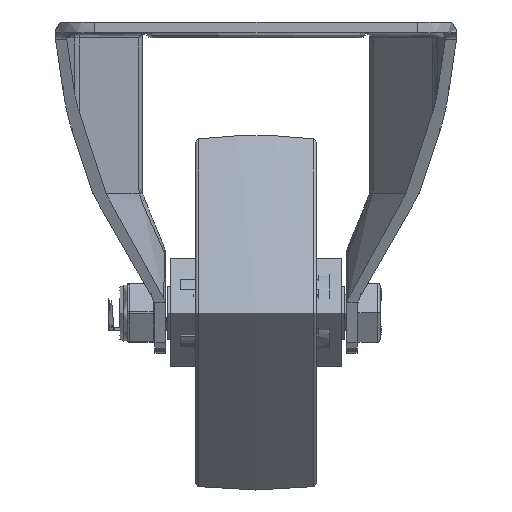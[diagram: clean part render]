
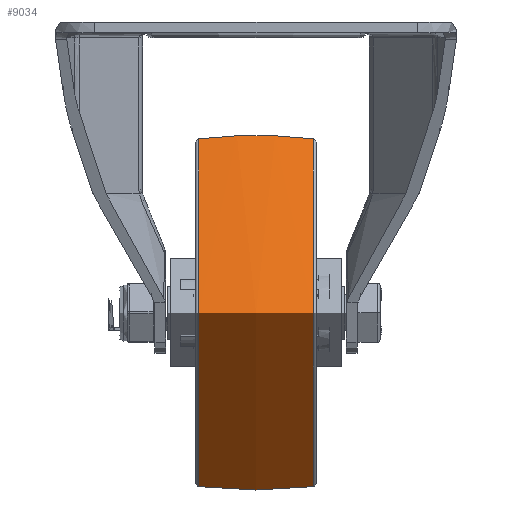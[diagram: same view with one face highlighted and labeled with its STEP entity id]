
A CAD part, left-side view. The second image highlights one B-rep face of the part: STEP entity #9034.
In plain terms, the highlighted free-form (B-spline) face has degree [2, 2] with [3, 9] control points.
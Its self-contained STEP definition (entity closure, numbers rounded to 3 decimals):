
#33=(
BOUNDED_SURFACE()
B_SPLINE_SURFACE(2,2,((#24152,#24153,#24154,#24155,#24156,#24157,#24158,
#24159,#24160),(#24161,#24162,#24163,#24164,#24165,#24166,#24167,#24168,
#24169),(#24170,#24171,#24172,#24173,#24174,#24175,#24176,#24177,#24178)),
 .UNSPECIFIED.,.F.,.T.,.F.)
B_SPLINE_SURFACE_WITH_KNOTS((3,3),(3,2,2,2,3),(-0.118,0.118),
(-3.142,-1.571,0.,1.571,3.142),
 .UNSPECIFIED.)
GEOMETRIC_REPRESENTATION_ITEM()
RATIONAL_B_SPLINE_SURFACE(((1.,0.707,1.,0.707,1.,
0.707,1.,0.707,1.),(0.993,0.702,
0.993,0.702,0.993,0.702,
0.993,0.702,0.993),(1.,0.707,
1.,0.707,1.,0.707,1.,0.707,1.)))
REPRESENTATION_ITEM('')
SURFACE()
);
#1159=FACE_OUTER_BOUND('',#1710,.T.);
#1710=EDGE_LOOP('',(#7181,#7182,#7183,#7184));
#3514=CIRCLE('',#9854,49.046);
#3517=CIRCLE('',#9858,136.625);
#3518=CIRCLE('',#9859,49.046);
#4104=VERTEX_POINT('',#24143);
#4107=VERTEX_POINT('',#24179);
#5188=EDGE_CURVE('',#4104,#4104,#3514,.T.);
#5192=EDGE_CURVE('',#4104,#4107,#3517,.T.);
#5193=EDGE_CURVE('',#4107,#4107,#3518,.T.);
#7181=ORIENTED_EDGE('',*,*,#5188,.F.);
#7182=ORIENTED_EDGE('',*,*,#5192,.T.);
#7183=ORIENTED_EDGE('',*,*,#5193,.F.);
#7184=ORIENTED_EDGE('',*,*,#5192,.F.);
#9034=ADVANCED_FACE('',(#1159),#33,.F.);
#9854=AXIS2_PLACEMENT_3D('',#24145,#11431,#11432);
#9858=AXIS2_PLACEMENT_3D('',#24180,#11440,#11441);
#9859=AXIS2_PLACEMENT_3D('',#24181,#11442,#11443);
#11431=DIRECTION('center_axis',(0.,-1.,0.));
#11432=DIRECTION('ref_axis',(0.,0.,-1.));
#11440=DIRECTION('center_axis',(-1.,0.,0.));
#11441=DIRECTION('ref_axis',(0.,0.,1.));
#11442=DIRECTION('center_axis',(0.,1.,0.));
#11443=DIRECTION('ref_axis',(0.,0.,1.));
#24143=CARTESIAN_POINT('',(0.,-16.118,49.046));
#24145=CARTESIAN_POINT('Origin',(0.,-16.118,0.));
#24152=CARTESIAN_POINT('Ctrl Pts',(0.,16.118,49.046));
#24153=CARTESIAN_POINT('Ctrl Pts',(-49.046,16.118,49.046));
#24154=CARTESIAN_POINT('Ctrl Pts',(-49.046,16.118,0.));
#24155=CARTESIAN_POINT('Ctrl Pts',(-49.046,16.118,-49.046));
#24156=CARTESIAN_POINT('Ctrl Pts',(0.,16.118,-49.046));
#24157=CARTESIAN_POINT('Ctrl Pts',(49.046,16.118,-49.046));
#24158=CARTESIAN_POINT('Ctrl Pts',(49.046,16.118,0.));
#24159=CARTESIAN_POINT('Ctrl Pts',(49.046,16.118,49.046));
#24160=CARTESIAN_POINT('Ctrl Pts',(0.,16.118,49.046));
#24161=CARTESIAN_POINT('Ctrl Pts',(0.,0.,50.961));
#24162=CARTESIAN_POINT('Ctrl Pts',(-50.961,0.,
50.961));
#24163=CARTESIAN_POINT('Ctrl Pts',(-50.961,0.,
0.));
#24164=CARTESIAN_POINT('Ctrl Pts',(-50.961,0.,
-50.961));
#24165=CARTESIAN_POINT('Ctrl Pts',(0.,0.,-50.961));
#24166=CARTESIAN_POINT('Ctrl Pts',(50.961,0.,
-50.961));
#24167=CARTESIAN_POINT('Ctrl Pts',(50.961,0.,
0.));
#24168=CARTESIAN_POINT('Ctrl Pts',(50.961,0.,
50.961));
#24169=CARTESIAN_POINT('Ctrl Pts',(0.,0.,50.961));
#24170=CARTESIAN_POINT('Ctrl Pts',(0.,-16.118,49.046));
#24171=CARTESIAN_POINT('Ctrl Pts',(-49.046,-16.118,
49.046));
#24172=CARTESIAN_POINT('Ctrl Pts',(-49.046,-16.118,
0.));
#24173=CARTESIAN_POINT('Ctrl Pts',(-49.046,-16.118,
-49.046));
#24174=CARTESIAN_POINT('Ctrl Pts',(0.,-16.118,-49.046));
#24175=CARTESIAN_POINT('Ctrl Pts',(49.046,-16.118,-49.046));
#24176=CARTESIAN_POINT('Ctrl Pts',(49.046,-16.118,0.));
#24177=CARTESIAN_POINT('Ctrl Pts',(49.046,-16.118,49.046));
#24178=CARTESIAN_POINT('Ctrl Pts',(0.,-16.118,49.046));
#24179=CARTESIAN_POINT('',(0.,16.118,49.046));
#24180=CARTESIAN_POINT('Origin',(0.,0.,
-86.625));
#24181=CARTESIAN_POINT('Origin',(0.,16.118,0.));
